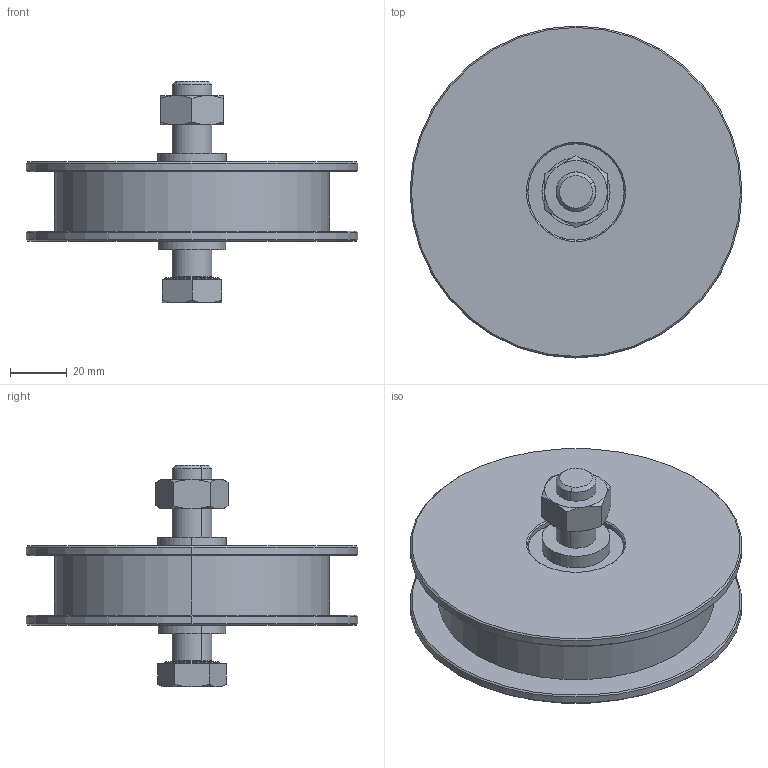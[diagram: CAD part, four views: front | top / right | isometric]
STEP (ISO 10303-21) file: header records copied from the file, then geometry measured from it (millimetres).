
FILE_DESCRIPTION (( 'STEP AP214' ), '1' );
FILE_NAME ('0026866_CF-305-120_(A-01).step', '2019-09-18T08:28:43', ( '' ), ( '' ), 'SwSTEP 2.0', 'SolidWorks 2018', '' );
FILE_SCHEMA (( 'AUTOMOTIVE_DESIGN' ));
Length unit declared in the file: millimetre
Products named in the file (6): 0026879_T-Buchse; Rillenkugellager_DIN625-t1-6203-17-2rs; Sechskantmutter_DIN934_M12_Hexagon Nut ISO 4034 - M12 - N; 0026866_CF-305-120_(A-01); Sechskantschraube_DIN931-M14x70; 0026866_CF-305-120_Rolle
Assembly tree (7 placements, depth 2):
  0026866_CF-305-120_(A-01)
    0026866_CF-305-120_Rolle
    0026879_T-Buchse  x2
    Rillenkugellager_DIN625-t1-6203-17-2rs  x2
    Sechskantschraube_DIN931-M14x70
    Sechskantmutter_DIN934_M12_Hexagon Nut ISO 4034 - M12 - N
Bounding box: 117 x 117 x 78.2 mm (x, y, z)
Volume: 237598 mm3; surface area: 68191 mm2
Topology: 15 solids, 15 shells, 216 faces, 438 edges, 264 vertices
Faces by surface type: cylinder 84, plane 54, torus 42, cone 36
Entity records: 4526 total; most frequent: CARTESIAN_POINT 861, DIRECTION 768, ORIENTED_EDGE 608, AXIS2_PLACEMENT_3D 341, EDGE_CURVE 304, VERTEX_POINT 182, CIRCLE 182, EDGE_LOOP 174
